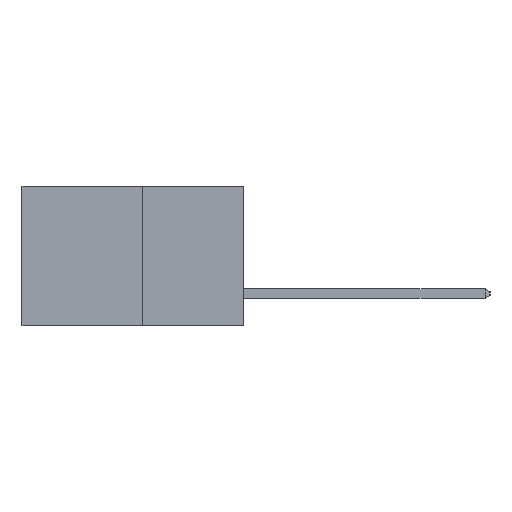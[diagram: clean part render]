
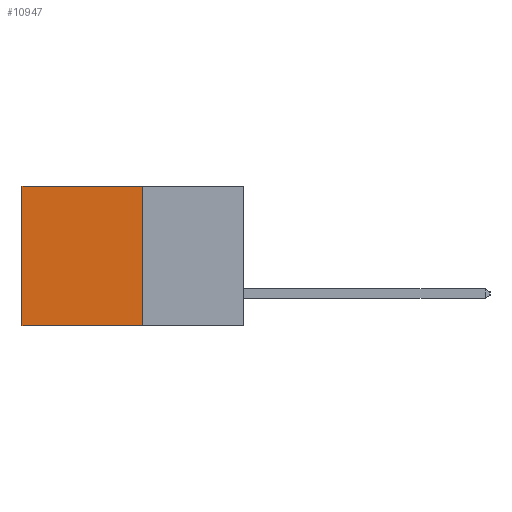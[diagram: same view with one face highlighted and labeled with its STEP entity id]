
A CAD part, left-side view. The second image highlights one B-rep face of the part: STEP entity #10947.
In plain terms, the highlighted planar face has unit normal (-1, 0, 0).
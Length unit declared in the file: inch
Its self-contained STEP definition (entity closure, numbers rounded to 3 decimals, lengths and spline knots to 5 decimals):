
#8 = ORIENTED_EDGE ( 'NONE', *, *, #9207, .F. ) ;
#41 = ORIENTED_EDGE ( 'NONE', *, *, #1195, .F. ) ;
#160 = ORIENTED_EDGE ( 'NONE', *, *, #2491, .T. ) ;
#589 = LINE ( 'NONE', #2414, #7077 ) ;
#623 = VERTEX_POINT ( 'NONE', #11555 ) ;
#1195 = EDGE_CURVE ( 'NONE', #11259, #623, #589, .T. ) ;
#1612 = AXIS2_PLACEMENT_3D ( 'NONE', #10333, #6762, #15200 ) ;
#1654 = DIRECTION ( 'NONE',  ( 0., 1., 0. ) ) ;
#2070 = DIRECTION ( 'NONE',  ( 0., 1., 0. ) ) ;
#2414 = CARTESIAN_POINT ( 'NONE',  ( 0.277, 0.27, -0.37 ) ) ;
#2491 = EDGE_CURVE ( 'NONE', #3619, #3427, #15895, .T. ) ;
#2654 = FACE_OUTER_BOUND ( 'NONE', #5864, .T. ) ;
#2709 = CARTESIAN_POINT ( 'NONE',  ( 0.277, 0.27, -0.37 ) ) ;
#2745 = CARTESIAN_POINT ( 'NONE',  ( 0.277, 0.27, 0. ) ) ;
#3427 = VERTEX_POINT ( 'NONE', #14216 ) ;
#3619 = VERTEX_POINT ( 'NONE', #11963 ) ;
#4261 = LINE ( 'NONE', #15063, #10376 ) ;
#5864 = EDGE_LOOP ( 'NONE', ( #6902, #41, #8, #160 ) ) ;
#6026 = CARTESIAN_POINT ( 'NONE',  ( 0.277, 0.27, -0.37 ) ) ;
#6762 = DIRECTION ( 'NONE',  ( 1., 0., 0. ) ) ;
#6902 = ORIENTED_EDGE ( 'NONE', *, *, #15573, .T. ) ;
#7077 = VECTOR ( 'NONE', #2070, 39.37008 ) ;
#9013 = DIRECTION ( 'NONE',  ( 0., 0., -1. ) ) ;
#9207 = EDGE_CURVE ( 'NONE', #3619, #11259, #13720, .T. ) ;
#10333 = CARTESIAN_POINT ( 'NONE',  ( 0.277, 0.27, -0.37 ) ) ;
#10376 = VECTOR ( 'NONE', #9013, 39.37008 ) ;
#10947 = ADVANCED_FACE ( 'NONE', ( #2654 ), #13986, .F. ) ;
#11259 = VERTEX_POINT ( 'NONE', #6026 ) ;
#11555 = CARTESIAN_POINT ( 'NONE',  ( 0.277, 0.59, -0.37 ) ) ;
#11963 = CARTESIAN_POINT ( 'NONE',  ( 0.277, 0.27, 0. ) ) ;
#12529 = DIRECTION ( 'NONE',  ( 0., 0., -1. ) ) ;
#12572 = VECTOR ( 'NONE', #12529, 39.37008 ) ;
#12675 = VECTOR ( 'NONE', #1654, 39.37008 ) ;
#13720 = LINE ( 'NONE', #2709, #12572 ) ;
#13986 = PLANE ( 'NONE',  #1612 ) ;
#14216 = CARTESIAN_POINT ( 'NONE',  ( 0.277, 0.59, 0. ) ) ;
#15063 = CARTESIAN_POINT ( 'NONE',  ( 0.277, 0.59, -0.37 ) ) ;
#15200 = DIRECTION ( 'NONE',  ( 0., 0., -1. ) ) ;
#15573 = EDGE_CURVE ( 'NONE', #3427, #623, #4261, .T. ) ;
#15895 = LINE ( 'NONE', #2745, #12675 ) ;
